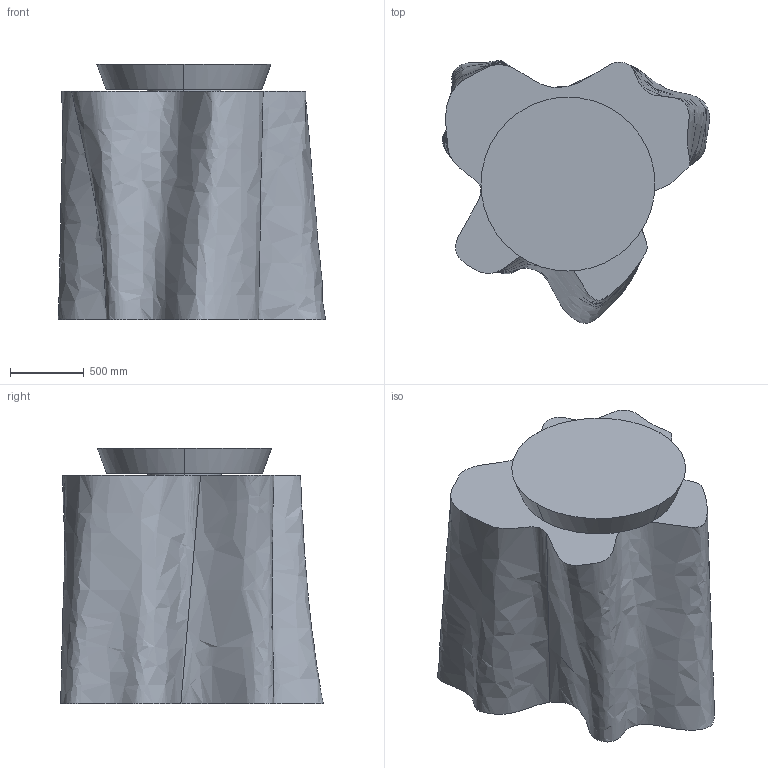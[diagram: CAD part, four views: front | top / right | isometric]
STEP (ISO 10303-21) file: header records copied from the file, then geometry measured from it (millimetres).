
FILE_DESCRIPTION(/* description */ (''),/* implementation_level */ '2;1');
FILE_NAME(/* name */ 'Logico_Soffitto_Singola_Micro_3D',/* time_stamp */ '2012-01-17T12:49:03+01:00',/* author */ (''),/* organization */ (''),/* preprocessor_version */ 'ST-DEVELOPER v10',/* originating_system */ '',/* authorisation */ '');
FILE_SCHEMA (('CONFIG_CONTROL_DESIGN'));
Length unit declared in the file: centimetre
Products named in the file (1): 1
Bounding box: 1813.54 x 1781.65 x 1735.22 mm (x, y, z)
Volume: 399023226 mm3; surface area: 16010168.2 mm2
Topology: 2 solids, 3 shells, 32 faces, 74 edges, 45 vertices
Faces by surface type: bspline 26, plane 6
Entity records: 1918 total; most frequent: CARTESIAN_POINT 1426, ORIENTED_EDGE 138, EDGE_CURVE 70, VERTEX_POINT 45, EDGE_LOOP 34, ADVANCED_FACE 32, FACE_OUTER_BOUND 32, B_SPLINE_CURVE_WITH_KNOTS 18
